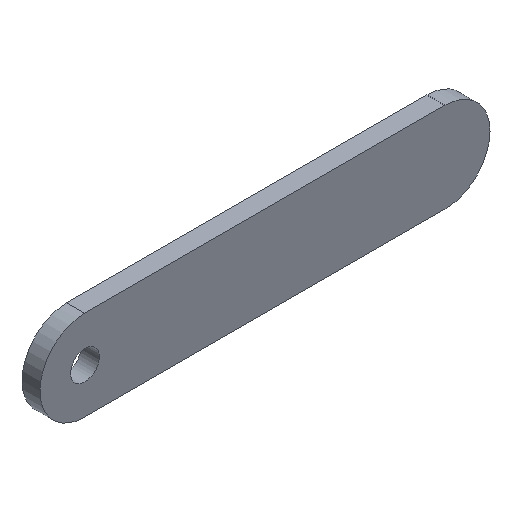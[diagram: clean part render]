
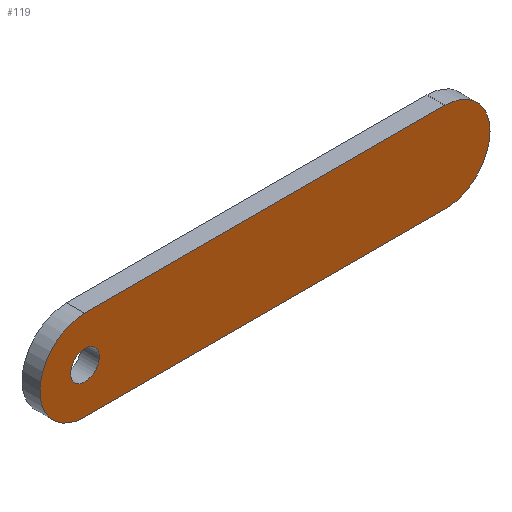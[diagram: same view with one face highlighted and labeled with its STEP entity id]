
A CAD part, isometric view. The second image highlights one B-rep face of the part: STEP entity #119.
In plain terms, the highlighted planar face has unit normal (0, -1, 0).
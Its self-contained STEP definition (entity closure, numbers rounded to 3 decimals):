
#18=FACE_BOUND('',#28,.T.);
#20=FACE_OUTER_BOUND('',#27,.T.);
#27=EDGE_LOOP('',(#85,#86,#87,#88));
#28=EDGE_LOOP('',(#89));
#36=CIRCLE('',#141,12.5);
#37=CIRCLE('',#142,12.5);
#38=CIRCLE('',#143,4.);
#42=LINE('',#194,#51);
#43=LINE('',#198,#52);
#51=VECTOR('',#157,10.);
#52=VECTOR('',#160,10.);
#60=VERTEX_POINT('',#192);
#61=VERTEX_POINT('',#193);
#62=VERTEX_POINT('',#195);
#63=VERTEX_POINT('',#197);
#64=VERTEX_POINT('',#200);
#70=EDGE_CURVE('',#60,#61,#42,.T.);
#71=EDGE_CURVE('',#62,#60,#36,.T.);
#72=EDGE_CURVE('',#62,#63,#43,.T.);
#73=EDGE_CURVE('',#61,#63,#37,.T.);
#74=EDGE_CURVE('',#64,#64,#38,.T.);
#85=ORIENTED_EDGE('',*,*,#70,.F.);
#86=ORIENTED_EDGE('',*,*,#71,.F.);
#87=ORIENTED_EDGE('',*,*,#72,.T.);
#88=ORIENTED_EDGE('',*,*,#73,.F.);
#89=ORIENTED_EDGE('',*,*,#74,.T.);
#115=PLANE('',#140);
#119=ADVANCED_FACE('',(#20,#18),#115,.F.);
#140=AXIS2_PLACEMENT_3D('',#191,#155,#156);
#141=AXIS2_PLACEMENT_3D('',#196,#158,#159);
#142=AXIS2_PLACEMENT_3D('',#199,#161,#162);
#143=AXIS2_PLACEMENT_3D('',#201,#163,#164);
#155=DIRECTION('center_axis',(0.,1.,0.));
#156=DIRECTION('ref_axis',(1.,0.,0.));
#157=DIRECTION('',(-1.,0.,0.));
#158=DIRECTION('center_axis',(0.,1.,0.));
#159=DIRECTION('ref_axis',(1.,0.,0.));
#160=DIRECTION('',(-1.,0.,0.));
#161=DIRECTION('center_axis',(0.,1.,0.));
#162=DIRECTION('ref_axis',(1.,0.,0.));
#163=DIRECTION('center_axis',(0.,1.,0.));
#164=DIRECTION('ref_axis',(1.,0.,0.));
#191=CARTESIAN_POINT('Origin',(-100.,0.,0.));
#192=CARTESIAN_POINT('',(0.,0.,-12.5));
#193=CARTESIAN_POINT('',(-100.,0.,-12.5));
#194=CARTESIAN_POINT('',(0.,0.,-12.5));
#195=CARTESIAN_POINT('',(0.,0.,12.5));
#196=CARTESIAN_POINT('Origin',(0.,0.,0.));
#197=CARTESIAN_POINT('',(-100.,0.,12.5));
#198=CARTESIAN_POINT('',(0.,0.,12.5));
#199=CARTESIAN_POINT('Origin',(-100.,0.,0.));
#200=CARTESIAN_POINT('',(-104.,0.,0.));
#201=CARTESIAN_POINT('Origin',(-100.,0.,0.));
